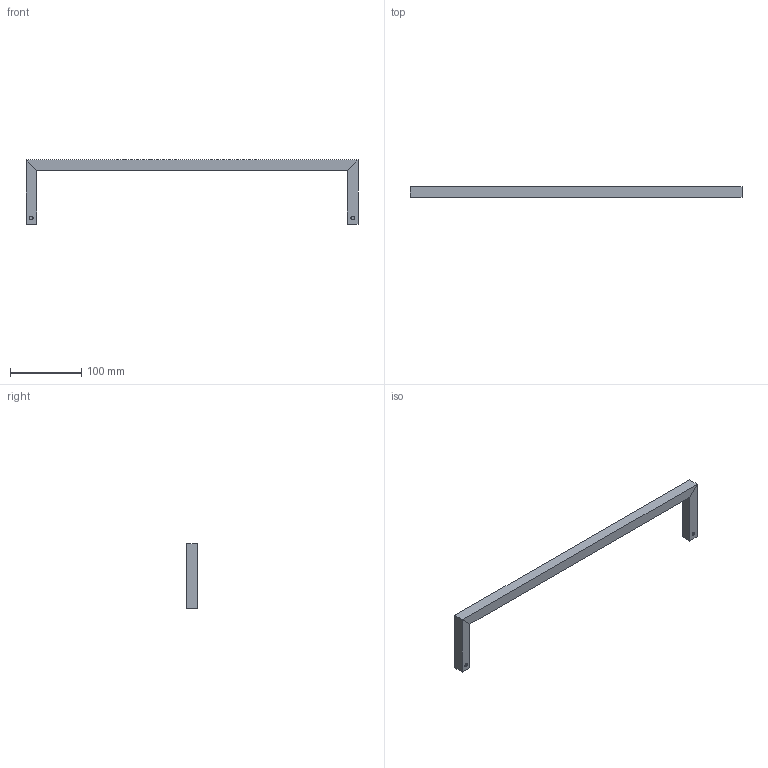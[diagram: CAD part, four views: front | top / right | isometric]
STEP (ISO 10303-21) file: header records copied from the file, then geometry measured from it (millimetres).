
FILE_DESCRIPTION (( 'STEP AP214' ), '1' );
FILE_NAME ('MAT50R_STEP_v20122.STEP', '2022-07-25T10:34:20', ( '' ), ( '' ), 'SwSTEP 2.0', 'SolidWorks 2019', '' );
FILE_SCHEMA (( 'AUTOMOTIVE_DESIGN' ));
Length unit declared in the file: millimetre
Products named in the file (1): MAT50R_STEP_v20122
Bounding box: 465 x 15 x 90 mm (x, y, z)
Volume: 64783.3 mm3; surface area: 66115.3 mm2
Topology: 3 solids, 3 shells, 46 faces, 104 edges, 64 vertices
Faces by surface type: plane 30, cylinder 16
Entity records: 1564 total; most frequent: CARTESIAN_POINT 451, DIRECTION 214, ORIENTED_EDGE 208, EDGE_CURVE 104, LINE 72, VECTOR 72, AXIS2_PLACEMENT_3D 71, VERTEX_POINT 64
